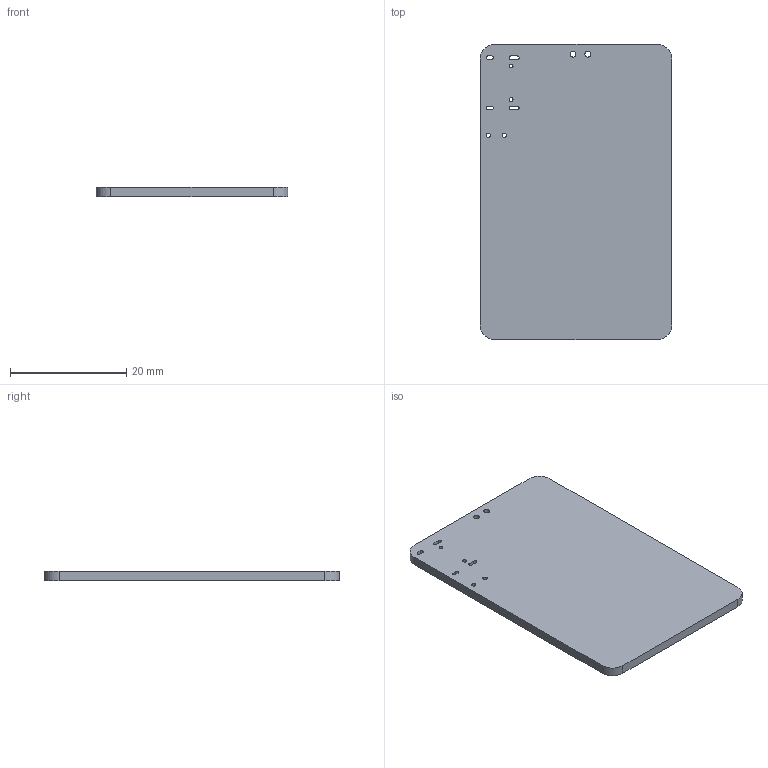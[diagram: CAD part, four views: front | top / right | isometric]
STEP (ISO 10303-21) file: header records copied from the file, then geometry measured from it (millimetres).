
FILE_DESCRIPTION(('KiCad electronic assembly'),'2;1');
FILE_NAME('Luzy.step','2023-02-01T21:23:30',('Pcbnew'),('Kicad'), 'Open CASCADE STEP processor 7.6','KiCad to STEP converter','Unknown' );
FILE_SCHEMA(('AUTOMOTIVE_DESIGN { 1 0 10303 214 1 1 1 1 }'));
Length unit declared in the file: millimetre
Products named in the file (2): Luzy 1; Luzy PCB
Assembly tree (1 placements, depth 2):
  Luzy 1
    Luzy PCB
Bounding box: 33.02 x 50.8 x 1.6 mm (x, y, z)
Volume: 2664.9 mm3; surface area: 3639.5 mm2
Topology: 1 solids, 1 shells, 32 faces, 90 edges, 60 vertices
Faces by surface type: cylinder 18, plane 14
Full cylindrical faces by diameter (mm): 0.65 x2, 0.75 x2, 1 x2
Entity records: 2307 total; most frequent: DIRECTION 374, CARTESIAN_POINT 364, LINE 198, VECTOR 198, ORIENTED_EDGE 180, PCURVE 180, DEFINITIONAL_REPRESENTATION 180, EDGE_CURVE 90
